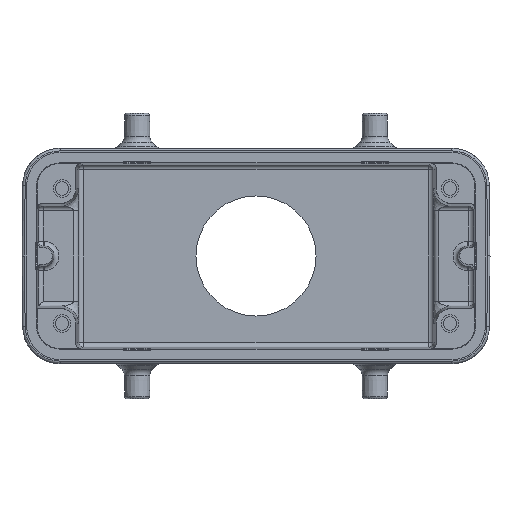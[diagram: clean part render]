
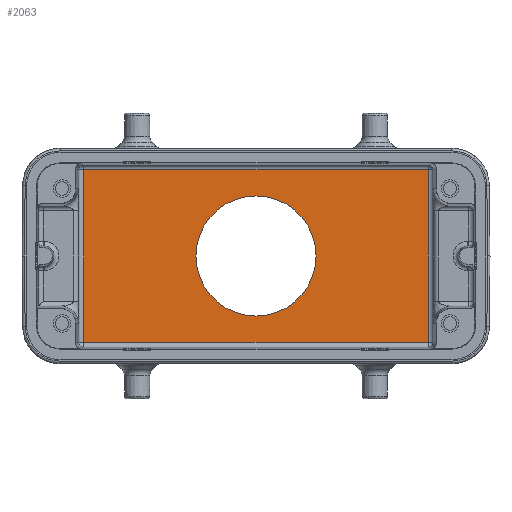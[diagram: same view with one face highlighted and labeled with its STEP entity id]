
A CAD part, front view. The second image highlights one B-rep face of the part: STEP entity #2063.
In plain terms, the highlighted planar face has unit normal (0, -1, 0).
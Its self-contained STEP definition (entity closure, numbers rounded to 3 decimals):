
#1004=LINE('',#9503,#1563);
#1063=LINE('',#10164,#1622);
#1064=LINE('',#10171,#1623);
#1066=LINE('',#10174,#1625);
#1563=VECTOR('',#7333,1.);
#1622=VECTOR('',#7546,1.);
#1623=VECTOR('',#7555,1.);
#1625=VECTOR('',#7559,1.);
#2063=ADVANCED_FACE('',(#2486,#2487),#2322,.F.);
#2322=PLANE('',#6385);
#2486=FACE_BOUND('',#2756,.T.);
#2487=FACE_BOUND('',#2757,.T.);
#2756=EDGE_LOOP('',(#3749));
#2757=EDGE_LOOP('',(#3750,#3751,#3752,#3753));
#3749=ORIENTED_EDGE('',*,*,#5328,.F.);
#3750=ORIENTED_EDGE('',*,*,#5552,.T.);
#3751=ORIENTED_EDGE('',*,*,#5445,.T.);
#3752=ORIENTED_EDGE('',*,*,#5547,.T.);
#3753=ORIENTED_EDGE('',*,*,#5550,.T.);
#4735=VERTEX_POINT('',#8802);
#4816=VERTEX_POINT('',#9496);
#4818=VERTEX_POINT('',#9502);
#4876=VERTEX_POINT('',#10163);
#4878=VERTEX_POINT('',#10170);
#5328=EDGE_CURVE('',#4735,#4735,#5951,.T.);
#5445=EDGE_CURVE('',#4816,#4818,#1004,.T.);
#5547=EDGE_CURVE('',#4818,#4876,#1063,.T.);
#5550=EDGE_CURVE('',#4876,#4878,#1064,.T.);
#5552=EDGE_CURVE('',#4878,#4816,#1066,.T.);
#5951=CIRCLE('',#6216,12.);
#6216=AXIS2_PLACEMENT_3D('',#8801,#7093,#7094);
#6385=AXIS2_PLACEMENT_3D('',#10175,#7560,#7561);
#7093=DIRECTION('',(0.,-1.,0.));
#7094=DIRECTION('',(0.,0.,1.));
#7333=DIRECTION('',(1.,0.,0.));
#7546=DIRECTION('',(0.,0.,1.));
#7555=DIRECTION('',(-1.,0.,0.));
#7559=DIRECTION('',(0.,0.,-1.));
#7560=DIRECTION('',(0.,1.,0.));
#7561=DIRECTION('',(1.,0.,0.));
#8801=CARTESIAN_POINT('',(0.,43.,0.));
#8802=CARTESIAN_POINT('',(0.,43.,12.));
#9496=CARTESIAN_POINT('',(-34.445,43.,-17.222));
#9502=CARTESIAN_POINT('',(34.445,43.,-17.222));
#9503=CARTESIAN_POINT('',(-34.445,43.,-17.222));
#10163=CARTESIAN_POINT('',(34.445,43.,17.222));
#10164=CARTESIAN_POINT('',(34.445,43.,-17.222));
#10170=CARTESIAN_POINT('',(-34.445,43.,17.222));
#10171=CARTESIAN_POINT('',(34.445,43.,17.222));
#10174=CARTESIAN_POINT('',(-34.445,43.,17.222));
#10175=CARTESIAN_POINT('',(45.5,43.,-21.5));
